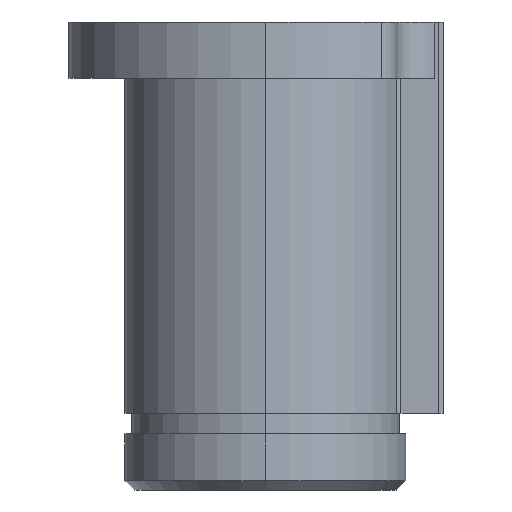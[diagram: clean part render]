
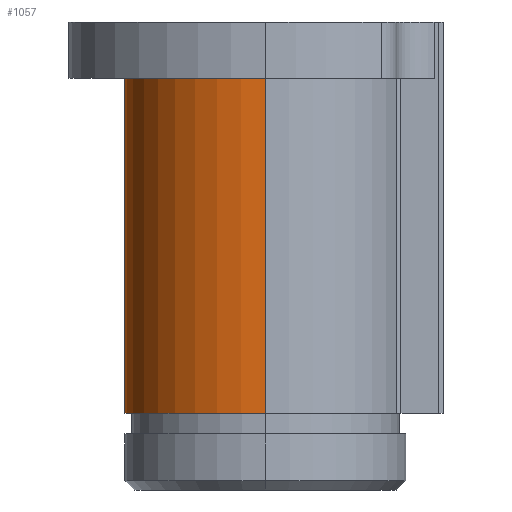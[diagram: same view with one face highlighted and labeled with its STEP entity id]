
A CAD part, left-side view. The second image highlights one B-rep face of the part: STEP entity #1057.
In plain terms, the highlighted cylindrical face has radius 7.5 mm (diameter 15 mm), a partial arc.
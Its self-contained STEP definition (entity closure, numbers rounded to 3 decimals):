
#58 = DIRECTION ( 'NONE',  ( 0., 0., -1. ) ) ;
#110 = CIRCLE ( 'NONE', #805, 7.5 ) ;
#114 = CARTESIAN_POINT ( 'NONE',  ( 0., 0., 0. ) ) ;
#140 = VERTEX_POINT ( 'NONE', #871 ) ;
#228 = CIRCLE ( 'NONE', #395, 7.5 ) ;
#293 = VERTEX_POINT ( 'NONE', #899 ) ;
#309 = FACE_OUTER_BOUND ( 'NONE', #1380, .T. ) ;
#315 = CYLINDRICAL_SURFACE ( 'NONE', #419, 7.5 ) ;
#381 = DIRECTION ( 'NONE',  ( -1., 0., 0. ) ) ;
#395 = AXIS2_PLACEMENT_3D ( 'NONE', #510, #526, #381 ) ;
#419 = AXIS2_PLACEMENT_3D ( 'NONE', #114, #771, #1220 ) ;
#434 = CARTESIAN_POINT ( 'NONE',  ( 7.5, 0., -20.9 ) ) ;
#469 = ORIENTED_EDGE ( 'NONE', *, *, #1369, .T. ) ;
#501 = DIRECTION ( 'NONE',  ( 0., 0., -1. ) ) ;
#510 = CARTESIAN_POINT ( 'NONE',  ( 0., 0., -20.9 ) ) ;
#526 = DIRECTION ( 'NONE',  ( 0., 0., -1. ) ) ;
#570 = ORIENTED_EDGE ( 'NONE', *, *, #1231, .F. ) ;
#620 = CARTESIAN_POINT ( 'NONE',  ( 0., 0., -3. ) ) ;
#632 = LINE ( 'NONE', #1074, #661 ) ;
#661 = VECTOR ( 'NONE', #58, 1000. ) ;
#771 = DIRECTION ( 'NONE',  ( 0., 0., -1. ) ) ;
#805 = AXIS2_PLACEMENT_3D ( 'NONE', #620, #501, #1425 ) ;
#815 = VERTEX_POINT ( 'NONE', #434 ) ;
#852 = CARTESIAN_POINT ( 'NONE',  ( -7.5, 0., 0. ) ) ;
#871 = CARTESIAN_POINT ( 'NONE',  ( 7.5, 0., -3. ) ) ;
#899 = CARTESIAN_POINT ( 'NONE',  ( -7.5, 0., -20.9 ) ) ;
#916 = ORIENTED_EDGE ( 'NONE', *, *, #1443, .F. ) ;
#973 = CARTESIAN_POINT ( 'NONE',  ( -7.5, 0., -3. ) ) ;
#1057 = ADVANCED_FACE ( 'NONE', ( #309 ), #315, .T. ) ;
#1074 = CARTESIAN_POINT ( 'NONE',  ( 7.5, 0., 0. ) ) ;
#1192 = LINE ( 'NONE', #852, #1299 ) ;
#1220 = DIRECTION ( 'NONE',  ( -1., 0., 0. ) ) ;
#1231 = EDGE_CURVE ( 'NONE', #293, #815, #228, .T. ) ;
#1266 = ORIENTED_EDGE ( 'NONE', *, *, #1450, .T. ) ;
#1299 = VECTOR ( 'NONE', #1302, 1000. ) ;
#1302 = DIRECTION ( 'NONE',  ( 0., 0., -1. ) ) ;
#1369 = EDGE_CURVE ( 'NONE', #1454, #140, #110, .T. ) ;
#1380 = EDGE_LOOP ( 'NONE', ( #469, #1266, #570, #916 ) ) ;
#1425 = DIRECTION ( 'NONE',  ( -1., 0., 0. ) ) ;
#1443 = EDGE_CURVE ( 'NONE', #1454, #293, #1192, .T. ) ;
#1450 = EDGE_CURVE ( 'NONE', #140, #815, #632, .T. ) ;
#1454 = VERTEX_POINT ( 'NONE', #973 ) ;
